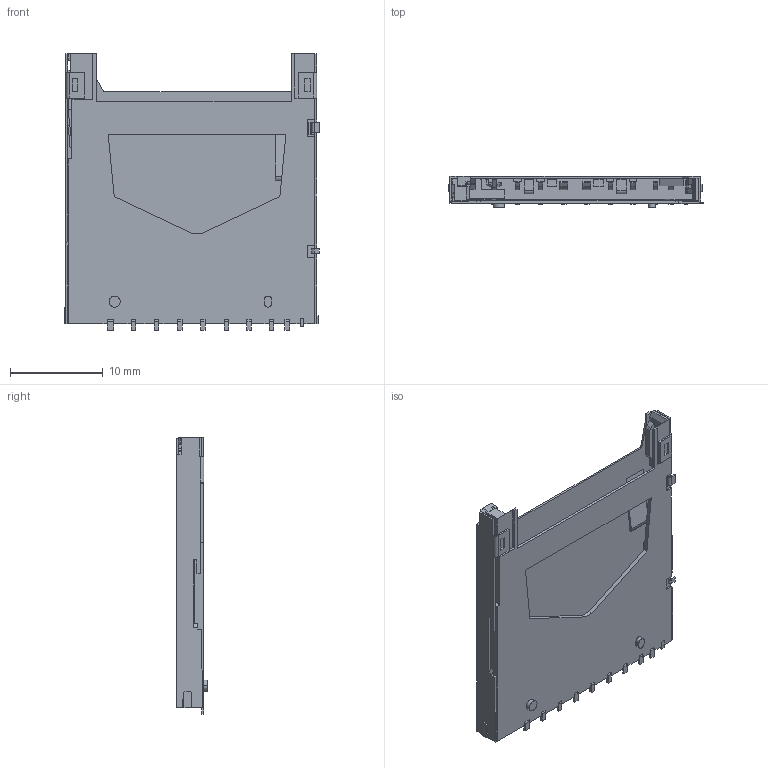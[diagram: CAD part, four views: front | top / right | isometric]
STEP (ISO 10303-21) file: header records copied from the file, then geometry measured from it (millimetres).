
FILE_DESCRIPTION(('STEP AP214'),'1');
FILE_NAME('1871916-1.stp','2018-10-23T10:53:53',('TraceParts'),('TraceParts S.A.'),'Spatial InterOp 3D',' ',' ');
FILE_SCHEMA(('automotive_design'));
Length unit declared in the file: millimetre
Products named in the file (2): 1871916-1_1; 1871916-1_2
Bounding box: 27.55 x 3.35 x 29.9 mm (x, y, z)
Volume: 536.7 mm3; surface area: 3166.4 mm2
Topology: 2 solids, 2 shells, 779 faces, 2302 edges, 1518 vertices
Faces by surface type: plane 648, cylinder 131
Entity records: 25818 total; most frequent: CARTESIAN_POINT 4678, ORIENTED_EDGE 4604, DIRECTION 4100, EDGE_CURVE 2302, LINE 2024, VECTOR 2024, VERTEX_POINT 1518, AXIS2_PLACEMENT_3D 1038
